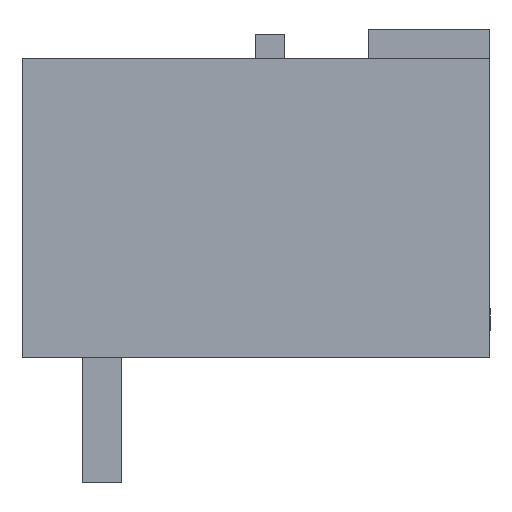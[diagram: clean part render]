
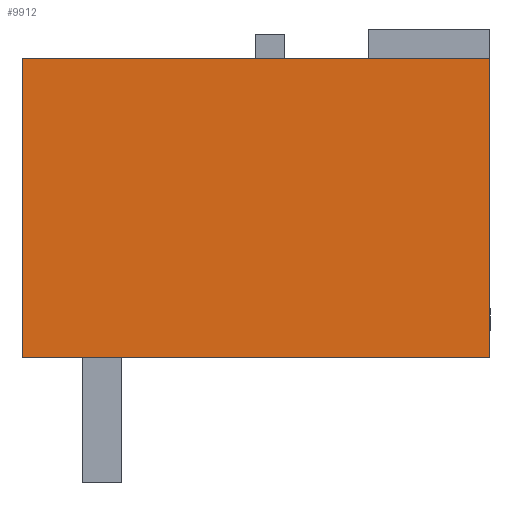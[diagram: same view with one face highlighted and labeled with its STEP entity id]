
A CAD part, left-side view. The second image highlights one B-rep face of the part: STEP entity #9912.
In plain terms, the highlighted planar face has unit normal (-1, 0, 0).
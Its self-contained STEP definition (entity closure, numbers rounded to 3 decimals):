
#9899=AXIS2_PLACEMENT_3D('Plane Axis2P3D',#9896,#9897,#9898) ;
#7814=CARTESIAN_POINT('Vertex',(0.,12.,3.2)) ;
#7817=CARTESIAN_POINT('Line Origine',(0.,12.,7.04)) ;
#7821=CARTESIAN_POINT('Vertex',(0.,12.,10.88)) ;
#8356=CARTESIAN_POINT('Vertex',(0.,0.,10.88)) ;
#8359=CARTESIAN_POINT('Line Origine',(0.,0.,7.04)) ;
#8363=CARTESIAN_POINT('Vertex',(0.,0.,3.2)) ;
#9769=CARTESIAN_POINT('Line Origine',(0.,6.,10.88)) ;
#9896=CARTESIAN_POINT('Axis2P3D Location',(0.,0.,10.88)) ;
#9901=CARTESIAN_POINT('Line Origine',(0.,6.,3.2)) ;
#7818=DIRECTION('Vector Direction',(0.,0.,-1.)) ;
#8360=DIRECTION('Vector Direction',(0.,0.,-1.)) ;
#9770=DIRECTION('Vector Direction',(0.,1.,0.)) ;
#9897=DIRECTION('Axis2P3D Direction',(1.,0.,0.)) ;
#9898=DIRECTION('Axis2P3D XDirection',(0.,0.,-1.)) ;
#9902=DIRECTION('Vector Direction',(0.,1.,0.)) ;
#7819=VECTOR('Line Direction',#7818,1.) ;
#8361=VECTOR('Line Direction',#8360,1.) ;
#9771=VECTOR('Line Direction',#9770,1.) ;
#9903=VECTOR('Line Direction',#9902,1.) ;
#9907=ORIENTED_EDGE('',*,*,#9905,.F.) ;
#9908=ORIENTED_EDGE('',*,*,#8365,.F.) ;
#9909=ORIENTED_EDGE('',*,*,#9773,.T.) ;
#9910=ORIENTED_EDGE('',*,*,#7823,.F.) ;
#9912=ADVANCED_FACE('HOUSING',(#9911),#9900,.F.) ;
#7823=EDGE_CURVE('',#7815,#7822,#7820,.F.) ;
#8365=EDGE_CURVE('',#8357,#8364,#8362,.T.) ;
#9773=EDGE_CURVE('',#8357,#7822,#9772,.T.) ;
#9905=EDGE_CURVE('',#8364,#7815,#9904,.T.) ;
#9906=EDGE_LOOP('',(#9907,#9908,#9909,#9910)) ;
#9911=FACE_OUTER_BOUND('',#9906,.T.) ;
#7820=LINE('Line',#7817,#7819) ;
#8362=LINE('Line',#8359,#8361) ;
#9772=LINE('Line',#9769,#9771) ;
#9904=LINE('Line',#9901,#9903) ;
#9900=PLANE('',#9899) ;
#7815=VERTEX_POINT('',#7814) ;
#7822=VERTEX_POINT('',#7821) ;
#8357=VERTEX_POINT('',#8356) ;
#8364=VERTEX_POINT('',#8363) ;
